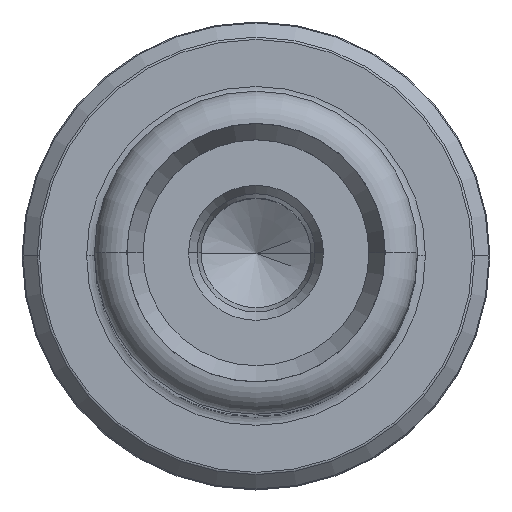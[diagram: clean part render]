
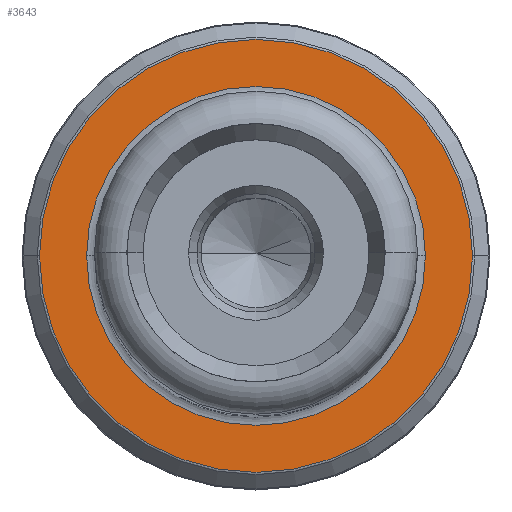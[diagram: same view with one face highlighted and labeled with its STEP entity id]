
A CAD part, top view. The second image highlights one B-rep face of the part: STEP entity #3643.
In plain terms, the highlighted planar face has unit normal (0, 0, 1).
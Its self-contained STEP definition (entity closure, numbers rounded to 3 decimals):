
#90 = CIRCLE ( 'NONE', #942, 10.5 ) ;
#130 = EDGE_CURVE ( 'NONE', #1754, #3508, #2819, .T. ) ;
#144 = CARTESIAN_POINT ( 'NONE',  ( 0., 0., 20. ) ) ;
#260 = AXIS2_PLACEMENT_3D ( 'NONE', #144, #3718, #2159 ) ;
#427 = ORIENTED_EDGE ( 'NONE', *, *, #130, .T. ) ;
#470 = DIRECTION ( 'NONE',  ( -1., 0., 0. ) ) ;
#553 = DIRECTION ( 'NONE',  ( 1., 0., 0. ) ) ;
#570 = EDGE_CURVE ( 'NONE', #3508, #1754, #90, .T. ) ;
#669 = ORIENTED_EDGE ( 'NONE', *, *, #1562, .T. ) ;
#681 = ORIENTED_EDGE ( 'NONE', *, *, #570, .T. ) ;
#773 = CARTESIAN_POINT ( 'NONE',  ( 0., 0., 20. ) ) ;
#779 = CARTESIAN_POINT ( 'NONE',  ( 0., 0., 20. ) ) ;
#843 = PLANE ( 'NONE',  #2098 ) ;
#915 = DIRECTION ( 'NONE',  ( 0., 0., 1. ) ) ;
#942 = AXIS2_PLACEMENT_3D ( 'NONE', #2235, #1643, #2812 ) ;
#970 = CARTESIAN_POINT ( 'NONE',  ( -13.417, 0., 20. ) ) ;
#1179 = EDGE_LOOP ( 'NONE', ( #681, #427 ) ) ;
#1397 = FACE_OUTER_BOUND ( 'NONE', #3149, .T. ) ;
#1539 = CARTESIAN_POINT ( 'NONE',  ( 13.417, 0., 20. ) ) ;
#1562 = EDGE_CURVE ( 'NONE', #3490, #2960, #3150, .T. ) ;
#1643 = DIRECTION ( 'NONE',  ( 0., 0., -1. ) ) ;
#1754 = VERTEX_POINT ( 'NONE', #2852 ) ;
#2048 = AXIS2_PLACEMENT_3D ( 'NONE', #2103, #915, #3306 ) ;
#2098 = AXIS2_PLACEMENT_3D ( 'NONE', #773, #3800, #553 ) ;
#2103 = CARTESIAN_POINT ( 'NONE',  ( 0., 0., 20. ) ) ;
#2159 = DIRECTION ( 'NONE',  ( 1., 0., 0. ) ) ;
#2235 = CARTESIAN_POINT ( 'NONE',  ( 0., 0., 20. ) ) ;
#2341 = FACE_BOUND ( 'NONE', #1179, .T. ) ;
#2634 = ORIENTED_EDGE ( 'NONE', *, *, #2847, .T. ) ;
#2812 = DIRECTION ( 'NONE',  ( -1., 0., 0. ) ) ;
#2819 = CIRCLE ( 'NONE', #3700, 10.5 ) ;
#2847 = EDGE_CURVE ( 'NONE', #2960, #3490, #2931, .T. ) ;
#2852 = CARTESIAN_POINT ( 'NONE',  ( 10.5, 0., 20. ) ) ;
#2872 = DIRECTION ( 'NONE',  ( 0., 0., -1. ) ) ;
#2931 = CIRCLE ( 'NONE', #2048, 13.417 ) ;
#2960 = VERTEX_POINT ( 'NONE', #1539 ) ;
#3094 = CARTESIAN_POINT ( 'NONE',  ( -10.5, 0., 20. ) ) ;
#3149 = EDGE_LOOP ( 'NONE', ( #2634, #669 ) ) ;
#3150 = CIRCLE ( 'NONE', #260, 13.417 ) ;
#3306 = DIRECTION ( 'NONE',  ( 1., 0., 0. ) ) ;
#3490 = VERTEX_POINT ( 'NONE', #970 ) ;
#3508 = VERTEX_POINT ( 'NONE', #3094 ) ;
#3643 = ADVANCED_FACE ( 'NONE', ( #2341, #1397 ), #843, .T. ) ;
#3700 = AXIS2_PLACEMENT_3D ( 'NONE', #779, #2872, #470 ) ;
#3718 = DIRECTION ( 'NONE',  ( 0., 0., 1. ) ) ;
#3800 = DIRECTION ( 'NONE',  ( 0., 0., 1. ) ) ;
